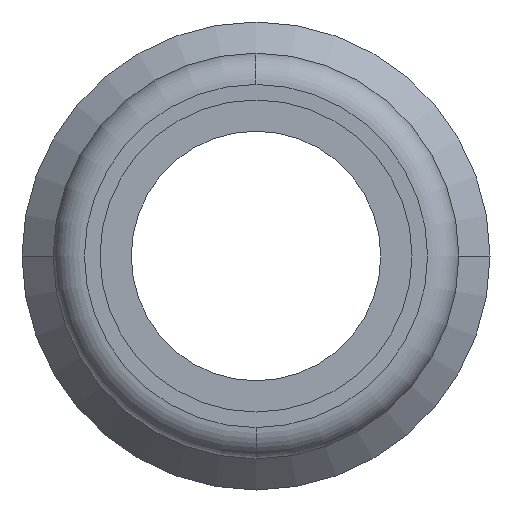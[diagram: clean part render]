
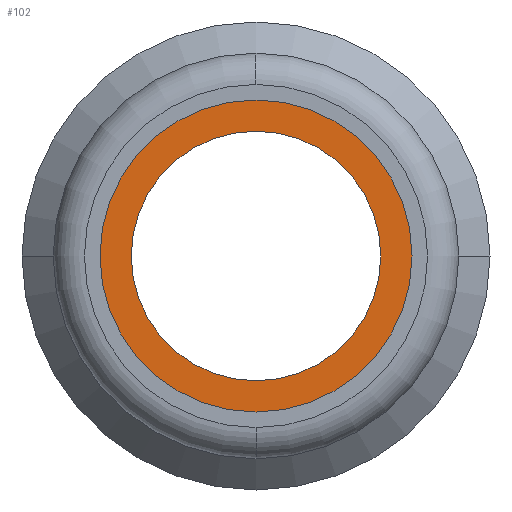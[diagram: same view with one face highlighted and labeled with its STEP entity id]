
A CAD part, front view. The second image highlights one B-rep face of the part: STEP entity #102.
In plain terms, the highlighted planar face has unit normal (0, -1, 0).
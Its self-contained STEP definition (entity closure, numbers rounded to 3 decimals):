
#102=ADVANCED_FACE('',(#221,#222),#223,.F.);
#221=FACE_OUTER_BOUND('',#362,.T.);
#222=FACE_BOUND('',#363,.T.);
#223=PLANE('',#364);
#362=EDGE_LOOP('',(#594,#595));
#363=EDGE_LOOP('',(#596,#597));
#364=AXIS2_PLACEMENT_3D('',#598,#599,#600);
#594=ORIENTED_EDGE('',*,*,#872,.F.);
#595=ORIENTED_EDGE('',*,*,#876,.F.);
#596=ORIENTED_EDGE('',*,*,#877,.T.);
#597=ORIENTED_EDGE('',*,*,#869,.T.);
#598=CARTESIAN_POINT('',(0.0,20.5,0.0));
#599=DIRECTION('',(-0.0,1.0,0.0));
#600=DIRECTION('',(1.0,0.0,0.0));
#869=EDGE_CURVE('',#1047,#1051,#1053,.T.);
#872=EDGE_CURVE('',#1055,#1058,#1059,.T.);
#876=EDGE_CURVE('',#1058,#1055,#1064,.T.);
#877=EDGE_CURVE('',#1051,#1047,#1065,.T.);
#1047=VERTEX_POINT('',#1259);
#1051=VERTEX_POINT('',#1264);
#1053=CIRCLE('',#1267,4.0);
#1055=VERTEX_POINT('',#1269);
#1058=VERTEX_POINT('',#1273);
#1059=CIRCLE('',#1274,5.0);
#1064=CIRCLE('',#1280,5.0);
#1065=CIRCLE('',#1281,4.0);
#1259=CARTESIAN_POINT('',(4.0,20.5,0.));
#1264=CARTESIAN_POINT('',(-4.0,20.5,0.));
#1267=AXIS2_PLACEMENT_3D('',#1460,#1461,#1462);
#1269=CARTESIAN_POINT('',(5.0,20.5,0.0));
#1273=CARTESIAN_POINT('',(-5.0,20.5,0.));
#1274=AXIS2_PLACEMENT_3D('',#1464,#1465,#1466);
#1280=AXIS2_PLACEMENT_3D('',#1471,#1472,#1473);
#1281=AXIS2_PLACEMENT_3D('',#1474,#1475,#1476);
#1460=CARTESIAN_POINT('',(0.0,20.5,0.0));
#1461=DIRECTION('',(-0.0,1.0,0.0));
#1462=DIRECTION('',(1.0,0.0,0.0));
#1464=CARTESIAN_POINT('',(0.0,20.5,0.0));
#1465=DIRECTION('',(-0.0,1.0,0.0));
#1466=DIRECTION('',(1.0,0.0,0.0));
#1471=CARTESIAN_POINT('',(0.0,20.5,0.0));
#1472=DIRECTION('',(-0.0,1.0,0.0));
#1473=DIRECTION('',(1.0,0.0,0.0));
#1474=CARTESIAN_POINT('',(0.0,20.5,0.0));
#1475=DIRECTION('',(-0.0,1.0,0.0));
#1476=DIRECTION('',(1.0,0.0,0.0));
